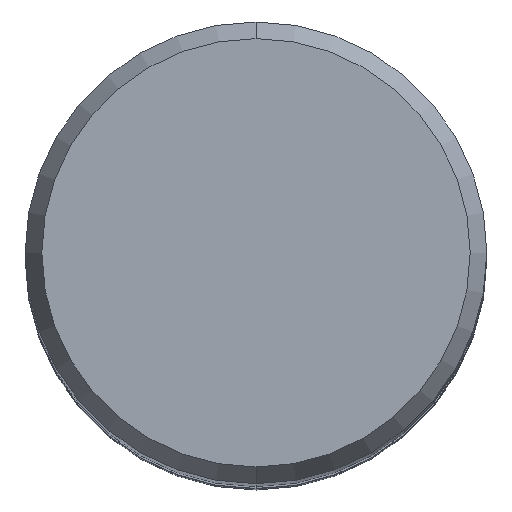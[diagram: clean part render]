
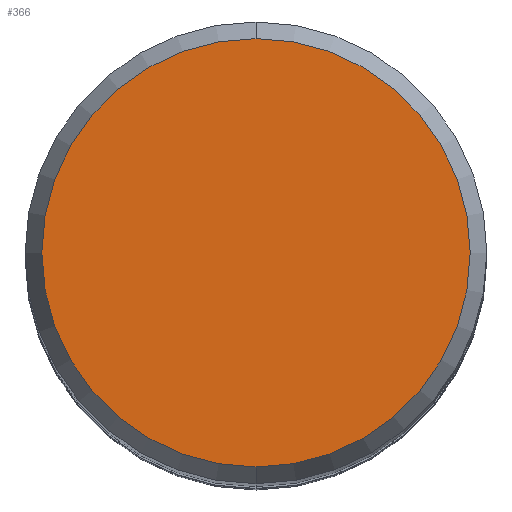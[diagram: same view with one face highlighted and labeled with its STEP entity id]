
A CAD part, top view. The second image highlights one B-rep face of the part: STEP entity #366.
In plain terms, the highlighted planar face has unit normal (0, 0, 1).
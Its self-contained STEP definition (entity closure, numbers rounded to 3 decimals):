
#190=VERTEX_POINT('',#519);
#276=EDGE_CURVE('',#190,#314,#613,.T.);
#314=VERTEX_POINT('',#655);
#366=ADVANCED_FACE('',(#712),#713,.T.);
#374=EDGE_CURVE('',#314,#190,#724,.T.);
#519=CARTESIAN_POINT('',(0.0,5.892,0.));
#613=CIRCLE('',#1074,5.892);
#655=CARTESIAN_POINT('',(0.,-5.892,0.));
#712=FACE_OUTER_BOUND('',#1373,.T.);
#713=PLANE('',#1374);
#724=CIRCLE('',#1388,5.892);
#1074=AXIS2_PLACEMENT_3D('',#1698,#1699,#1700);
#1373=EDGE_LOOP('',(#1815,#1816));
#1374=AXIS2_PLACEMENT_3D('',#1817,#1818,#1819);
#1388=AXIS2_PLACEMENT_3D('',#1837,#1838,#1839);
#1698=CARTESIAN_POINT('',(0.0,0.0,0.));
#1699=DIRECTION('',(0.0,0.0,-1.0));
#1700=DIRECTION('',(0.0,1.0,0.0));
#1815=ORIENTED_EDGE('',*,*,#276,.F.);
#1816=ORIENTED_EDGE('',*,*,#374,.F.);
#1817=CARTESIAN_POINT('',(0.0,2.946,0.));
#1818=DIRECTION('',(-0.0,0.0,1.0));
#1819=DIRECTION('',(0.0,-1.0,0.0));
#1837=CARTESIAN_POINT('',(0.0,0.0,0.));
#1838=DIRECTION('',(0.0,0.0,-1.0));
#1839=DIRECTION('',(0.0,1.0,0.0));
